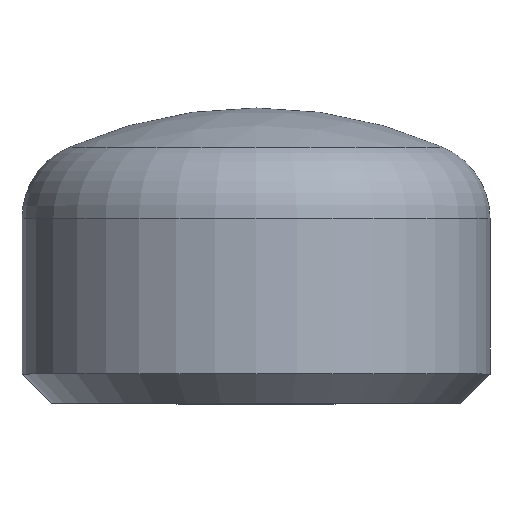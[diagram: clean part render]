
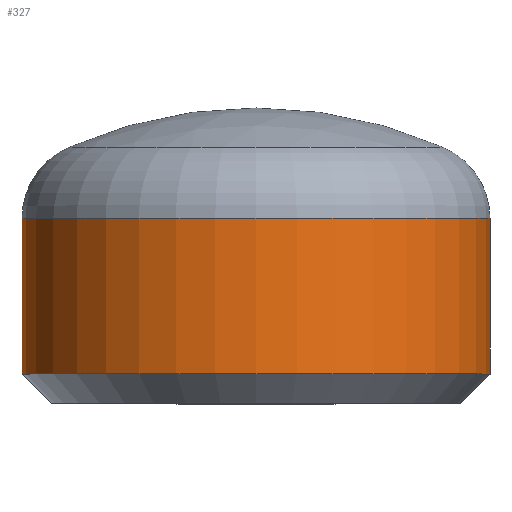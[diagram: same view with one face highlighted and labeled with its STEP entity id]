
A CAD part, top view. The second image highlights one B-rep face of the part: STEP entity #327.
In plain terms, the highlighted cylindrical face has radius 30.15 mm (diameter 60.3 mm), a partial arc.
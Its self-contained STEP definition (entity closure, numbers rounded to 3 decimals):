
#4 = CIRCLE ( 'NONE', #394, 30.15 ) ;
#9 = VERTEX_POINT ( 'NONE', #438 ) ;
#19 = VERTEX_POINT ( 'NONE', #103 ) ;
#23 = CARTESIAN_POINT ( 'NONE',  ( 0., 3.81, 0. ) ) ;
#37 = ORIENTED_EDGE ( 'NONE', *, *, #50, .F. ) ;
#39 = CARTESIAN_POINT ( 'NONE',  ( -30.15, 23.86, 0. ) ) ;
#50 = EDGE_CURVE ( 'NONE', #77, #9, #361, .T. ) ;
#63 = DIRECTION ( 'NONE',  ( 0., 1., 0. ) ) ;
#76 = LINE ( 'NONE', #299, #294 ) ;
#77 = VERTEX_POINT ( 'NONE', #39 ) ;
#92 = CYLINDRICAL_SURFACE ( 'NONE', #96, 30.15 ) ;
#94 = DIRECTION ( 'NONE',  ( 0., 1., 0. ) ) ;
#96 = AXIS2_PLACEMENT_3D ( 'NONE', #241, #63, #385 ) ;
#103 = CARTESIAN_POINT ( 'NONE',  ( 30.15, 3.81, 0. ) ) ;
#111 = DIRECTION ( 'NONE',  ( 0., 1., 0. ) ) ;
#146 = EDGE_CURVE ( 'NONE', #19, #9, #76, .T. ) ;
#157 = ORIENTED_EDGE ( 'NONE', *, *, #233, .T. ) ;
#177 = ORIENTED_EDGE ( 'NONE', *, *, #146, .T. ) ;
#208 = CARTESIAN_POINT ( 'NONE',  ( -30.15, 3.81, 0. ) ) ;
#220 = VERTEX_POINT ( 'NONE', #208 ) ;
#233 = EDGE_CURVE ( 'NONE', #220, #19, #4, .T. ) ;
#241 = CARTESIAN_POINT ( 'NONE',  ( 0., 2817.965, 0. ) ) ;
#284 = EDGE_CURVE ( 'NONE', #220, #77, #313, .T. ) ;
#294 = VECTOR ( 'NONE', #368, 1000. ) ;
#297 = CARTESIAN_POINT ( 'NONE',  ( 0., 23.86, 0. ) ) ;
#299 = CARTESIAN_POINT ( 'NONE',  ( 30.15, 2817.965, 0. ) ) ;
#310 = AXIS2_PLACEMENT_3D ( 'NONE', #297, #111, #398 ) ;
#313 = LINE ( 'NONE', #314, #461 ) ;
#314 = CARTESIAN_POINT ( 'NONE',  ( -30.15, 2817.965, 0. ) ) ;
#326 = ORIENTED_EDGE ( 'NONE', *, *, #284, .F. ) ;
#327 = ADVANCED_FACE ( 'NONE', ( #456 ), #92, .T. ) ;
#361 = CIRCLE ( 'NONE', #310, 30.15 ) ;
#368 = DIRECTION ( 'NONE',  ( 0., 1., 0. ) ) ;
#379 = DIRECTION ( 'NONE',  ( 1., 0., 0. ) ) ;
#385 = DIRECTION ( 'NONE',  ( -1., 0., 0. ) ) ;
#394 = AXIS2_PLACEMENT_3D ( 'NONE', #23, #94, #379 ) ;
#398 = DIRECTION ( 'NONE',  ( -1., 0., 0. ) ) ;
#404 = EDGE_LOOP ( 'NONE', ( #157, #177, #37, #326 ) ) ;
#418 = DIRECTION ( 'NONE',  ( 0., 1., 0. ) ) ;
#438 = CARTESIAN_POINT ( 'NONE',  ( 30.15, 23.86, 0. ) ) ;
#456 = FACE_OUTER_BOUND ( 'NONE', #404, .T. ) ;
#461 = VECTOR ( 'NONE', #418, 1000. ) ;
